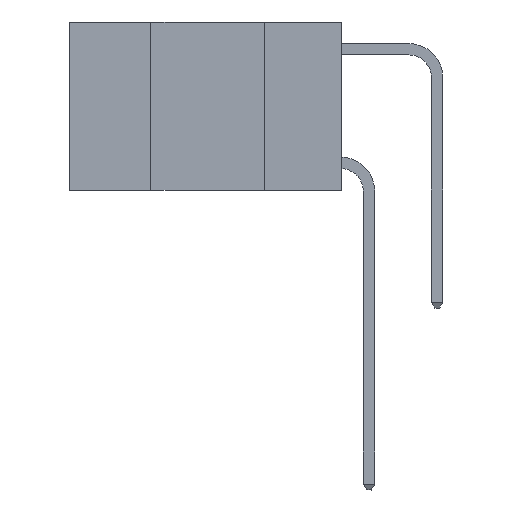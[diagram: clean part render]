
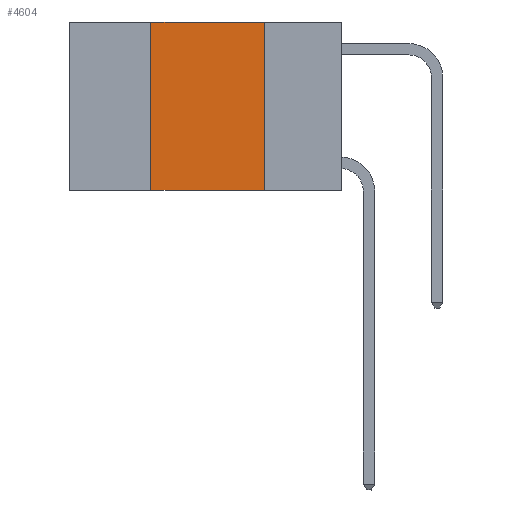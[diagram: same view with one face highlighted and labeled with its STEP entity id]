
A CAD part, left-side view. The second image highlights one B-rep face of the part: STEP entity #4604.
In plain terms, the highlighted planar face has unit normal (-1, 0, 0).
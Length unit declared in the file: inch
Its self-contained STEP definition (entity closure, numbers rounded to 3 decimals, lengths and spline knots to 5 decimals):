
#293 = CARTESIAN_POINT ( 'NONE',  ( 0., 0.42, 0. ) ) ;
#1298 = DIRECTION ( 'NONE',  ( 0., 0., -1. ) ) ;
#1320 = AXIS2_PLACEMENT_3D ( 'NONE', #8289, #9651, #1298 ) ;
#2314 = LINE ( 'NONE', #9723, #9231 ) ;
#2383 = EDGE_CURVE ( 'NONE', #14142, #13839, #15236, .T. ) ;
#2894 = DIRECTION ( 'NONE',  ( 0., -1., 0. ) ) ;
#3305 = VECTOR ( 'NONE', #5132, 39.37008 ) ;
#4163 = VERTEX_POINT ( 'NONE', #6122 ) ;
#4604 = ADVANCED_FACE ( 'NONE', ( #7641 ), #6932, .F. ) ;
#4983 = VECTOR ( 'NONE', #8758, 39.37008 ) ;
#5132 = DIRECTION ( 'NONE',  ( 0., 0., -1. ) ) ;
#6122 = CARTESIAN_POINT ( 'NONE',  ( 0., 0.17, -0.37 ) ) ;
#6932 = PLANE ( 'NONE',  #1320 ) ;
#7641 = FACE_OUTER_BOUND ( 'NONE', #9861, .T. ) ;
#8262 = CARTESIAN_POINT ( 'NONE',  ( 0., 0.42, -0.37 ) ) ;
#8289 = CARTESIAN_POINT ( 'NONE',  ( 0., 0.6, 0. ) ) ;
#8322 = VECTOR ( 'NONE', #17661, 39.37008 ) ;
#8737 = EDGE_CURVE ( 'NONE', #17817, #4163, #2314, .T. ) ;
#8758 = DIRECTION ( 'NONE',  ( 0., 0., 1. ) ) ;
#9231 = VECTOR ( 'NONE', #2894, 39.37008 ) ;
#9402 = CARTESIAN_POINT ( 'NONE',  ( 0., 0.42, 0. ) ) ;
#9646 = EDGE_CURVE ( 'NONE', #17817, #14142, #15461, .T. ) ;
#9651 = DIRECTION ( 'NONE',  ( 1., 0., 0. ) ) ;
#9723 = CARTESIAN_POINT ( 'NONE',  ( 0., 0.6, -0.37 ) ) ;
#9861 = EDGE_LOOP ( 'NONE', ( #10959, #11481, #11316, #11663 ) ) ;
#10137 = CARTESIAN_POINT ( 'NONE',  ( 0., 0.17, 0. ) ) ;
#10570 = EDGE_CURVE ( 'NONE', #13839, #4163, #17353, .T. ) ;
#10959 = ORIENTED_EDGE ( 'NONE', *, *, #10570, .F. ) ;
#11106 = CARTESIAN_POINT ( 'NONE',  ( 0., 0.6, 0. ) ) ;
#11316 = ORIENTED_EDGE ( 'NONE', *, *, #9646, .F. ) ;
#11481 = ORIENTED_EDGE ( 'NONE', *, *, #2383, .F. ) ;
#11663 = ORIENTED_EDGE ( 'NONE', *, *, #8737, .T. ) ;
#11940 = CARTESIAN_POINT ( 'NONE',  ( 0., 0.17, 0. ) ) ;
#13839 = VERTEX_POINT ( 'NONE', #10137 ) ;
#14142 = VERTEX_POINT ( 'NONE', #9402 ) ;
#15236 = LINE ( 'NONE', #11106, #8322 ) ;
#15461 = LINE ( 'NONE', #293, #4983 ) ;
#17353 = LINE ( 'NONE', #11940, #3305 ) ;
#17661 = DIRECTION ( 'NONE',  ( 0., -1., 0. ) ) ;
#17817 = VERTEX_POINT ( 'NONE', #8262 ) ;
